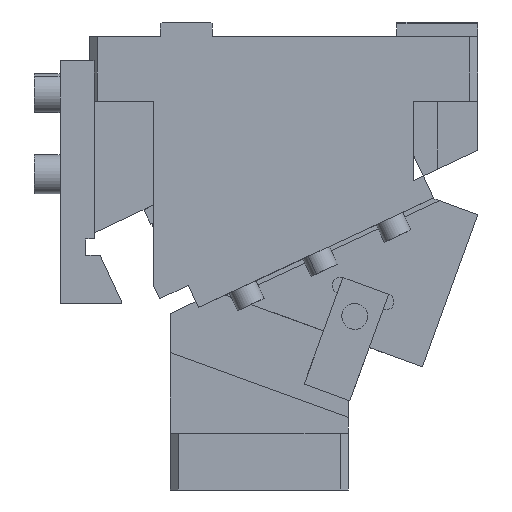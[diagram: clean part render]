
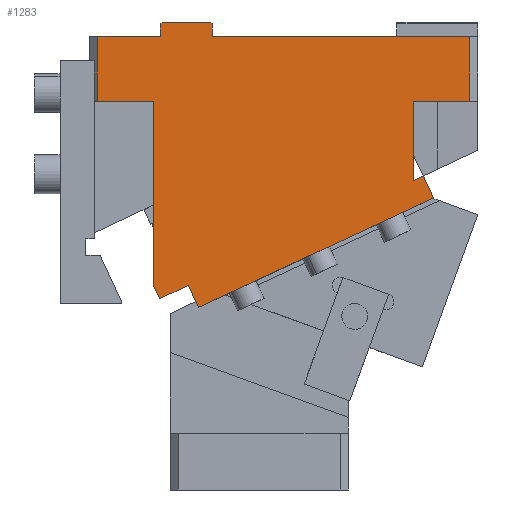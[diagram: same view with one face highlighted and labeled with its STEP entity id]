
A CAD part, front view. The second image highlights one B-rep face of the part: STEP entity #1283.
In plain terms, the highlighted planar face has unit normal (0, -1, 0).
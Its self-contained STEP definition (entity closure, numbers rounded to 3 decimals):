
#176=CARTESIAN_POINT('Vertex',(5.,-130.,0.)) ;
#179=CARTESIAN_POINT('Line Origine',(24.5,-130.,0.)) ;
#183=CARTESIAN_POINT('Vertex',(44.,-130.,0.)) ;
#538=CARTESIAN_POINT('Vertex',(76.,-130.,0.)) ;
#541=CARTESIAN_POINT('Line Origine',(155.5,-130.,0.)) ;
#545=CARTESIAN_POINT('Vertex',(235.,-130.,0.)) ;
#1121=CARTESIAN_POINT('Line Origine',(44.,-130.,4.)) ;
#1125=CARTESIAN_POINT('Vertex',(44.,-130.,8.)) ;
#1149=CARTESIAN_POINT('Axis2P3D Location',(0.,-130.,0.)) ;
#1154=CARTESIAN_POINT('Line Origine',(40.,-130.,-97.169)) ;
#1158=CARTESIAN_POINT('Vertex',(40.,-130.,-40.)) ;
#1160=CARTESIAN_POINT('Vertex',(40.,-130.,-154.339)) ;
#1163=CARTESIAN_POINT('Line Origine',(41.762,-130.,-158.118)) ;
#1167=CARTESIAN_POINT('Vertex',(43.524,-130.,-161.897)) ;
#1170=CARTESIAN_POINT('Line Origine',(52.361,-130.,-157.776)) ;
#1174=CARTESIAN_POINT('Vertex',(61.197,-130.,-153.656)) ;
#1177=CARTESIAN_POINT('Line Origine',(64.367,-130.,-160.453)) ;
#1181=CARTESIAN_POINT('Vertex',(67.536,-130.,-167.25)) ;
#1184=CARTESIAN_POINT('Line Origine',(140.041,-130.,-133.441)) ;
#1188=CARTESIAN_POINT('Vertex',(212.546,-130.,-99.631)) ;
#1191=CARTESIAN_POINT('Line Origine',(209.376,-130.,-92.834)) ;
#1195=CARTESIAN_POINT('Vertex',(206.206,-130.,-86.037)) ;
#1198=CARTESIAN_POINT('Line Origine',(203.103,-130.,-87.484)) ;
#1202=CARTESIAN_POINT('Vertex',(200.,-130.,-88.931)) ;
#1205=CARTESIAN_POINT('Line Origine',(200.,-130.,-64.465)) ;
#1209=CARTESIAN_POINT('Vertex',(200.,-130.,-40.)) ;
#1212=CARTESIAN_POINT('Line Origine',(217.5,-130.,-40.)) ;
#1216=CARTESIAN_POINT('Vertex',(235.,-130.,-40.)) ;
#1219=CARTESIAN_POINT('Line Origine',(235.,-130.,-20.)) ;
#1224=CARTESIAN_POINT('Line Origine',(76.,-130.,4.)) ;
#1228=CARTESIAN_POINT('Vertex',(76.,-130.,8.)) ;
#1231=CARTESIAN_POINT('Line Origine',(75.5,-130.,8.5)) ;
#1235=CARTESIAN_POINT('Vertex',(75.,-130.,9.)) ;
#1238=CARTESIAN_POINT('Line Origine',(60.,-130.,9.)) ;
#1242=CARTESIAN_POINT('Vertex',(45.,-130.,9.)) ;
#1245=CARTESIAN_POINT('Line Origine',(44.5,-130.,8.5)) ;
#1250=CARTESIAN_POINT('Line Origine',(5.,-130.,-20.)) ;
#1254=CARTESIAN_POINT('Vertex',(5.,-130.,-40.)) ;
#1257=CARTESIAN_POINT('Line Origine',(22.5,-130.,-40.)) ;
#180=DIRECTION('Vector Direction',(1.,0.,0.)) ;
#542=DIRECTION('Vector Direction',(1.,0.,0.)) ;
#1122=DIRECTION('Vector Direction',(0.,0.,-1.)) ;
#1150=DIRECTION('Axis2P3D Direction',(0.,1.,0.)) ;
#1151=DIRECTION('Axis2P3D XDirection',(0.,0.,1.)) ;
#1155=DIRECTION('Vector Direction',(0.,0.,-1.)) ;
#1164=DIRECTION('Vector Direction',(-0.423,0.,0.906)) ;
#1171=DIRECTION('Vector Direction',(-0.906,0.,-0.423)) ;
#1178=DIRECTION('Vector Direction',(-0.423,0.,0.906)) ;
#1185=DIRECTION('Vector Direction',(-0.906,0.,-0.423)) ;
#1192=DIRECTION('Vector Direction',(-0.423,0.,0.906)) ;
#1199=DIRECTION('Vector Direction',(0.906,0.,0.423)) ;
#1206=DIRECTION('Vector Direction',(0.,0.,1.)) ;
#1213=DIRECTION('Vector Direction',(1.,0.,0.)) ;
#1220=DIRECTION('Vector Direction',(0.,0.,1.)) ;
#1225=DIRECTION('Vector Direction',(0.,0.,1.)) ;
#1232=DIRECTION('Vector Direction',(-0.707,0.,0.707)) ;
#1239=DIRECTION('Vector Direction',(-1.,0.,0.)) ;
#1246=DIRECTION('Vector Direction',(-0.707,0.,-0.707)) ;
#1251=DIRECTION('Vector Direction',(0.,0.,-1.)) ;
#1258=DIRECTION('Vector Direction',(-1.,0.,0.)) ;
#1152=AXIS2_PLACEMENT_3D('Plane Axis2P3D',#1149,#1150,#1151) ;
#1263=ORIENTED_EDGE('',*,*,#1162,.T.) ;
#1264=ORIENTED_EDGE('',*,*,#1169,.F.) ;
#1265=ORIENTED_EDGE('',*,*,#1176,.F.) ;
#1266=ORIENTED_EDGE('',*,*,#1183,.F.) ;
#1267=ORIENTED_EDGE('',*,*,#1190,.F.) ;
#1268=ORIENTED_EDGE('',*,*,#1197,.T.) ;
#1269=ORIENTED_EDGE('',*,*,#1204,.F.) ;
#1270=ORIENTED_EDGE('',*,*,#1211,.T.) ;
#1271=ORIENTED_EDGE('',*,*,#1218,.T.) ;
#1272=ORIENTED_EDGE('',*,*,#1223,.T.) ;
#1273=ORIENTED_EDGE('',*,*,#547,.F.) ;
#1274=ORIENTED_EDGE('',*,*,#1230,.T.) ;
#1275=ORIENTED_EDGE('',*,*,#1237,.T.) ;
#1276=ORIENTED_EDGE('',*,*,#1244,.T.) ;
#1277=ORIENTED_EDGE('',*,*,#1249,.T.) ;
#1278=ORIENTED_EDGE('',*,*,#1127,.T.) ;
#1279=ORIENTED_EDGE('',*,*,#185,.F.) ;
#1280=ORIENTED_EDGE('',*,*,#1256,.T.) ;
#1281=ORIENTED_EDGE('',*,*,#1261,.F.) ;
#181=VECTOR('Line Direction',#180,1.) ;
#543=VECTOR('Line Direction',#542,1.) ;
#1123=VECTOR('Line Direction',#1122,1.) ;
#1156=VECTOR('Line Direction',#1155,1.) ;
#1165=VECTOR('Line Direction',#1164,1.) ;
#1172=VECTOR('Line Direction',#1171,1.) ;
#1179=VECTOR('Line Direction',#1178,1.) ;
#1186=VECTOR('Line Direction',#1185,1.) ;
#1193=VECTOR('Line Direction',#1192,1.) ;
#1200=VECTOR('Line Direction',#1199,1.) ;
#1207=VECTOR('Line Direction',#1206,1.) ;
#1214=VECTOR('Line Direction',#1213,1.) ;
#1221=VECTOR('Line Direction',#1220,1.) ;
#1226=VECTOR('Line Direction',#1225,1.) ;
#1233=VECTOR('Line Direction',#1232,1.) ;
#1240=VECTOR('Line Direction',#1239,1.) ;
#1247=VECTOR('Line Direction',#1246,1.) ;
#1252=VECTOR('Line Direction',#1251,1.) ;
#1259=VECTOR('Line Direction',#1258,1.) ;
#1283=ADVANCED_FACE('CAM HOLDER',(#1282),#1153,.F.) ;
#185=EDGE_CURVE('',#177,#184,#182,.T.) ;
#547=EDGE_CURVE('',#539,#546,#544,.T.) ;
#1127=EDGE_CURVE('',#1126,#184,#1124,.T.) ;
#1162=EDGE_CURVE('',#1159,#1161,#1157,.T.) ;
#1169=EDGE_CURVE('',#1168,#1161,#1166,.T.) ;
#1176=EDGE_CURVE('',#1175,#1168,#1173,.T.) ;
#1183=EDGE_CURVE('',#1182,#1175,#1180,.T.) ;
#1190=EDGE_CURVE('',#1189,#1182,#1187,.T.) ;
#1197=EDGE_CURVE('',#1189,#1196,#1194,.T.) ;
#1204=EDGE_CURVE('',#1203,#1196,#1201,.T.) ;
#1211=EDGE_CURVE('',#1203,#1210,#1208,.T.) ;
#1218=EDGE_CURVE('',#1210,#1217,#1215,.T.) ;
#1223=EDGE_CURVE('',#1217,#546,#1222,.T.) ;
#1230=EDGE_CURVE('',#539,#1229,#1227,.T.) ;
#1237=EDGE_CURVE('',#1229,#1236,#1234,.T.) ;
#1244=EDGE_CURVE('',#1236,#1243,#1241,.T.) ;
#1249=EDGE_CURVE('',#1243,#1126,#1248,.T.) ;
#1256=EDGE_CURVE('',#177,#1255,#1253,.T.) ;
#1261=EDGE_CURVE('',#1159,#1255,#1260,.T.) ;
#1262=EDGE_LOOP('',(#1263,#1264,#1265,#1266,#1267,#1268,#1269,#1270,#1271,#1272,#1273,#1274,#1275,#1276,#1277,#1278,#1279,#1280,#1281)) ;
#1282=FACE_OUTER_BOUND('',#1262,.T.) ;
#182=LINE('Line',#179,#181) ;
#544=LINE('Line',#541,#543) ;
#1124=LINE('Line',#1121,#1123) ;
#1157=LINE('Line',#1154,#1156) ;
#1166=LINE('Line',#1163,#1165) ;
#1173=LINE('Line',#1170,#1172) ;
#1180=LINE('Line',#1177,#1179) ;
#1187=LINE('Line',#1184,#1186) ;
#1194=LINE('Line',#1191,#1193) ;
#1201=LINE('Line',#1198,#1200) ;
#1208=LINE('Line',#1205,#1207) ;
#1215=LINE('Line',#1212,#1214) ;
#1222=LINE('Line',#1219,#1221) ;
#1227=LINE('Line',#1224,#1226) ;
#1234=LINE('Line',#1231,#1233) ;
#1241=LINE('Line',#1238,#1240) ;
#1248=LINE('Line',#1245,#1247) ;
#1253=LINE('Line',#1250,#1252) ;
#1260=LINE('Line',#1257,#1259) ;
#1153=PLANE('Plane',#1152) ;
#177=VERTEX_POINT('',#176) ;
#184=VERTEX_POINT('',#183) ;
#539=VERTEX_POINT('',#538) ;
#546=VERTEX_POINT('',#545) ;
#1126=VERTEX_POINT('',#1125) ;
#1159=VERTEX_POINT('',#1158) ;
#1161=VERTEX_POINT('',#1160) ;
#1168=VERTEX_POINT('',#1167) ;
#1175=VERTEX_POINT('',#1174) ;
#1182=VERTEX_POINT('',#1181) ;
#1189=VERTEX_POINT('',#1188) ;
#1196=VERTEX_POINT('',#1195) ;
#1203=VERTEX_POINT('',#1202) ;
#1210=VERTEX_POINT('',#1209) ;
#1217=VERTEX_POINT('',#1216) ;
#1229=VERTEX_POINT('',#1228) ;
#1236=VERTEX_POINT('',#1235) ;
#1243=VERTEX_POINT('',#1242) ;
#1255=VERTEX_POINT('',#1254) ;
